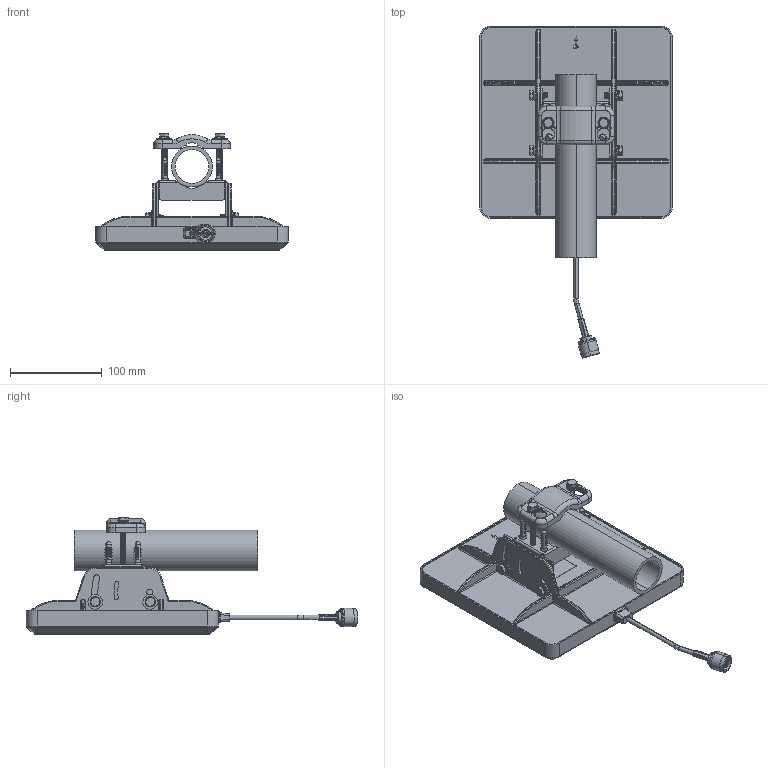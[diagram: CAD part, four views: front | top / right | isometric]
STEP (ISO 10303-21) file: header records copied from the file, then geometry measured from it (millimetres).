
FILE_DESCRIPTION (( 'STEP AP214' ), '1' );
FILE_NAME ('FG.27.A_Web.STEP', '2024-09-25T09:09:55', ( '' ), ( '' ), 'SwSTEP 2.0', 'SolidWorks 2022', '' );
FILE_SCHEMA (( 'AUTOMOTIVE_DESIGN' ));
Length unit declared in the file: millimetre
Products named in the file (1): FG.27.A_Web
Bounding box: 210 x 362.32 x 128.08 mm (x, y, z)
Surface area: 240685.8 mm2 (no closed solid volume)
Topology: 0 solids, 149 shells, 1081 faces, 3806 edges, 2691 vertices
Faces by surface type: cone 324, plane 312, cylinder 284, torus 86, bspline 53, sphere 22
Entity records: 51237 total; most frequent: CARTESIAN_POINT 19518, DIRECTION 6811, ORIENTED_EDGE 5648, EDGE_CURVE 3773, VERTEX_POINT 2687, AXIS2_PLACEMENT_3D 2517, LINE 1777, VECTOR 1777
